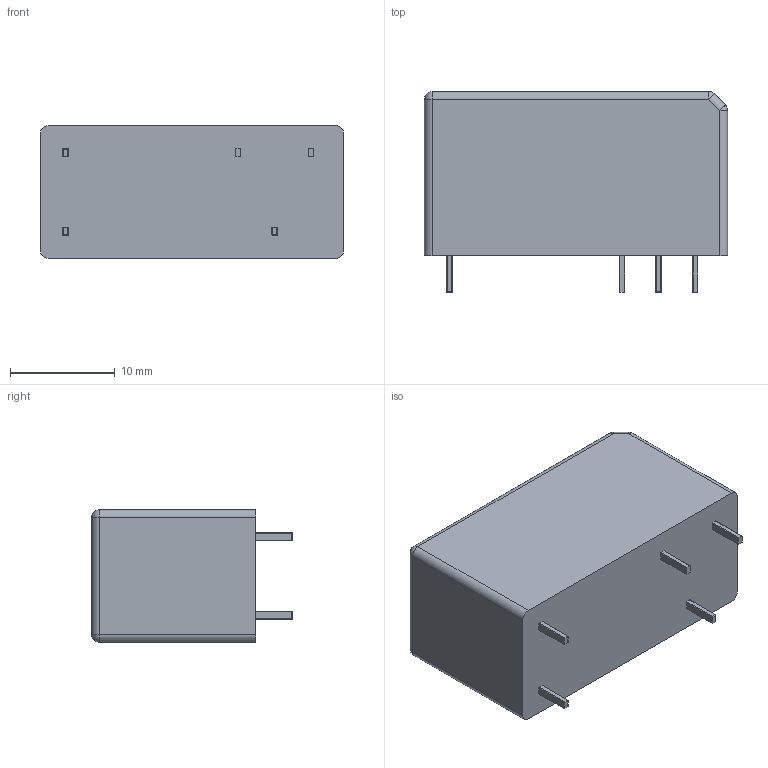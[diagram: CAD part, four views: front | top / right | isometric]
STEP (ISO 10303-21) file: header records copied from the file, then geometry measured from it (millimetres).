
FILE_DESCRIPTION (( 'STEP AP214' ), '1' );
FILE_NAME ('G2RL-1.STEP', '2020-07-15T02:12:36', ( '' ), ( '' ), 'SwSTEP 2.0', 'SolidWorks 2018', '' );
FILE_SCHEMA (( 'AUTOMOTIVE_DESIGN' ));
Length unit declared in the file: millimetre
Products named in the file (1): G2RL-1
Bounding box: 29 x 19.2 x 12.7 mm (x, y, z)
Volume: 5759 mm3; surface area: 2032.4 mm2
Topology: 1 solids, 1 shells, 93 faces, 220 edges, 118 vertices
Faces by surface type: cylinder 43, plane 32, sphere 18
Entity records: 3569 total; most frequent: DIRECTION 478, CARTESIAN_POINT 416, ORIENTED_EDGE 408, EDGE_CURVE 204, AXIS2_PLACEMENT_3D 180, VECTOR 118, LINE 118, VERTEX_POINT 118
